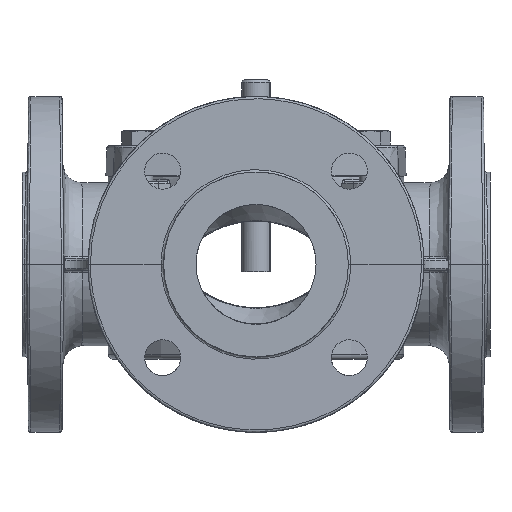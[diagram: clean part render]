
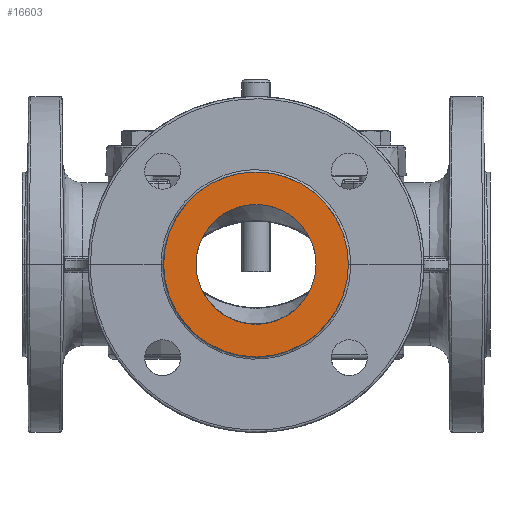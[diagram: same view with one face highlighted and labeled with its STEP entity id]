
A CAD part, left-side view. The second image highlights one B-rep face of the part: STEP entity #16603.
In plain terms, the highlighted planar face has unit normal (-1, 0, 0).
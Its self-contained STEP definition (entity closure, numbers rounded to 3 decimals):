
#13802=CARTESIAN_POINT('Vertex',(-97.5,38.5,0.)) ;
#13809=CARTESIAN_POINT('Vertex',(-97.5,-38.5,0.)) ;
#13812=CARTESIAN_POINT('Axis2P3D Location',(-97.5,0.,0.)) ;
#16562=CARTESIAN_POINT('Axis2P3D Location',(-97.5,0.,0.)) ;
#16576=CARTESIAN_POINT('Axis2P3D Location',(-97.5,97.5,0.)) ;
#16585=CARTESIAN_POINT('Axis2P3D Location',(-97.5,0.,0.)) ;
#16589=CARTESIAN_POINT('Vertex',(-97.5,25.,0.)) ;
#16591=CARTESIAN_POINT('Vertex',(-97.5,-25.,0.)) ;
#16594=CARTESIAN_POINT('Axis2P3D Location',(-97.5,0.,0.)) ;
#13813=DIRECTION('Axis2P3D Direction',(-1.,0.,0.)) ;
#16563=DIRECTION('Axis2P3D Direction',(-1.,0.,0.)) ;
#16577=DIRECTION('Axis2P3D Direction',(1.,0.,0.)) ;
#16578=DIRECTION('Axis2P3D XDirection',(0.,-1.,0.)) ;
#16586=DIRECTION('Axis2P3D Direction',(1.,0.,0.)) ;
#16595=DIRECTION('Axis2P3D Direction',(1.,0.,0.)) ;
#13814=AXIS2_PLACEMENT_3D('Circle Axis2P3D',#13812,#13813,$) ;
#16564=AXIS2_PLACEMENT_3D('Circle Axis2P3D',#16562,#16563,$) ;
#16579=AXIS2_PLACEMENT_3D('Plane Axis2P3D',#16576,#16577,#16578) ;
#16587=AXIS2_PLACEMENT_3D('Circle Axis2P3D',#16585,#16586,$) ;
#16596=AXIS2_PLACEMENT_3D('Circle Axis2P3D',#16594,#16595,$) ;
#16582=ORIENTED_EDGE('',*,*,#16566,.F.) ;
#16583=ORIENTED_EDGE('',*,*,#13816,.F.) ;
#16600=ORIENTED_EDGE('',*,*,#16593,.T.) ;
#16601=ORIENTED_EDGE('',*,*,#16598,.T.) ;
#16602=FACE_BOUND('',#16599,.T.) ;
#16603=ADVANCED_FACE('Body.2',(#16584,#16602),#16580,.F.) ;
#13815=CIRCLE('generated circle',#13814,38.5) ;
#16565=CIRCLE('generated circle',#16564,38.5) ;
#16588=CIRCLE('generated circle',#16587,25.) ;
#16597=CIRCLE('generated circle',#16596,25.) ;
#13816=EDGE_CURVE('',#13810,#13803,#13815,.F.) ;
#16566=EDGE_CURVE('',#13803,#13810,#16565,.F.) ;
#16593=EDGE_CURVE('',#16590,#16592,#16588,.T.) ;
#16598=EDGE_CURVE('',#16592,#16590,#16597,.T.) ;
#16581=EDGE_LOOP('',(#16582,#16583)) ;
#16599=EDGE_LOOP('',(#16600,#16601)) ;
#16584=FACE_OUTER_BOUND('',#16581,.T.) ;
#16580=PLANE('',#16579) ;
#13803=VERTEX_POINT('',#13802) ;
#13810=VERTEX_POINT('',#13809) ;
#16590=VERTEX_POINT('',#16589) ;
#16592=VERTEX_POINT('',#16591) ;
